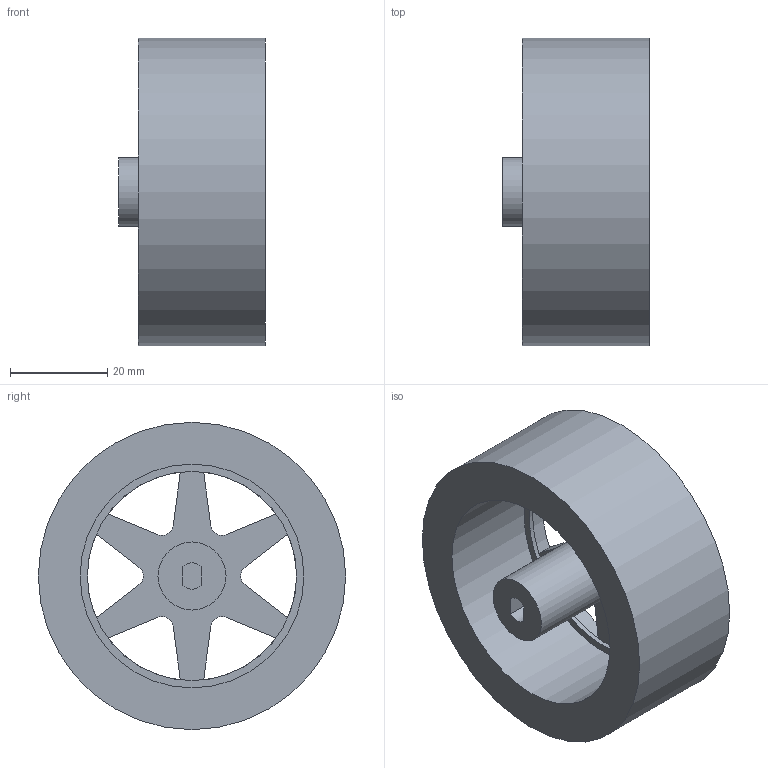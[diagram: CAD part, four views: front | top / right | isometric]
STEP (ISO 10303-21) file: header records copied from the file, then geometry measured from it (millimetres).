
FILE_DESCRIPTION(('FreeCAD Model'),'2;1');
FILE_NAME('Open CASCADE Shape Model','2023-12-14T18:09:35',(''),(''), 'Open CASCADE STEP processor 7.7','FreeCAD','Unknown');
FILE_SCHEMA(('AUTOMOTIVE_DESIGN { 1 0 10303 214 1 1 1 1 }'));
Length unit declared in the file: millimetre
Products named in the file (1): LeftWheel
Bounding box: 30.2 x 63.2 x 63.2 mm (x, y, z)
Volume: 44516.8 mm3; surface area: 15952.2 mm2
Topology: 1 solids, 1 shells, 53 faces, 162 edges, 104 vertices
Faces by surface type: plane 27, cylinder 25, sphere 1
Full cylindrical faces by diameter (mm): 14 x1, 43 x1, 46 x2, 63.2 x1
Entity records: 2268 total; most frequent: DIRECTION 363, ORIENTED_EDGE 322, CARTESIAN_POINT 319, EDGE_CURVE 161, AXIS2_PLACEMENT_3D 148, VERTEX_POINT 104, CIRCLE 94, LINE 67
